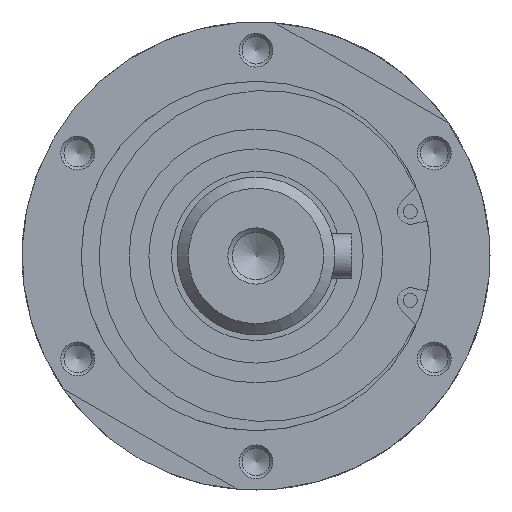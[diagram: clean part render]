
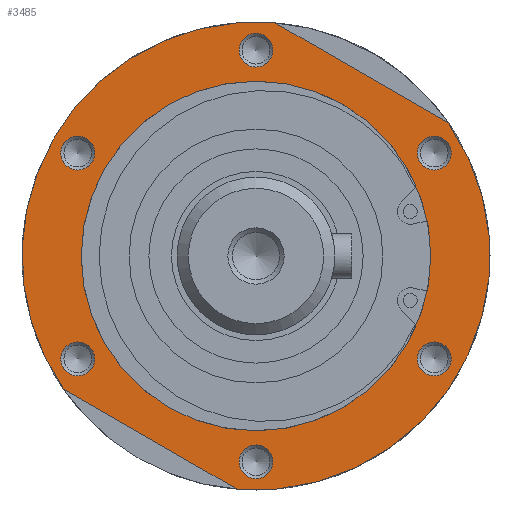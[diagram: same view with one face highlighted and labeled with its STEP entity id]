
A CAD part, left-side view. The second image highlights one B-rep face of the part: STEP entity #3485.
In plain terms, the highlighted planar face has unit normal (-1, 0, 0).
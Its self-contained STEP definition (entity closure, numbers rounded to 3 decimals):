
#2769=CARTESIAN_POINT('',(-225.,26.847,15.5));
#2770=VERTEX_POINT('',#2769);
#2771=CARTESIAN_POINT('',(-225.,0.,0.));
#2772=DIRECTION('',(1.0,0.,0.));
#2773=DIRECTION('',(0.,0.866,0.5));
#2774=AXIS2_PLACEMENT_3D('',#2771,#2772,#2773);
#2775=CIRCLE('',#2774,31.);
#2776=EDGE_CURVE('',#2770,#2770,#2775,.T.);
#3118=CARTESIAN_POINT('',(-225.,33.11,-15.652));
#3119=VERTEX_POINT('',#3118);
#3120=CARTESIAN_POINT('',(-225.,31.61,-18.25));
#3121=DIRECTION('',(-1.0,0.,0.));
#3122=DIRECTION('',(0.,-0.5,-0.866));
#3123=AXIS2_PLACEMENT_3D('',#3120,#3121,#3122);
#3124=CIRCLE('',#3123,3.);
#3125=EDGE_CURVE('',#3119,#3119,#3124,.T.);
#3179=CARTESIAN_POINT('',(-225.,30.11,20.848));
#3180=VERTEX_POINT('',#3179);
#3181=CARTESIAN_POINT('',(-225.,31.61,18.25));
#3182=DIRECTION('',(-1.0,0.,0.));
#3183=DIRECTION('',(0.,0.5,-0.866));
#3184=AXIS2_PLACEMENT_3D('',#3181,#3182,#3183);
#3185=CIRCLE('',#3184,3.);
#3186=EDGE_CURVE('',#3180,#3180,#3185,.T.);
#3240=CARTESIAN_POINT('',(-225.,3.,-36.5));
#3241=VERTEX_POINT('',#3240);
#3242=CARTESIAN_POINT('',(-225.,0.,-36.5));
#3243=DIRECTION('',(-1.0,0.0,0.0));
#3244=DIRECTION('',(0.0,-1.0,0.0));
#3245=AXIS2_PLACEMENT_3D('',#3242,#3243,#3244);
#3246=CIRCLE('',#3245,3.);
#3247=EDGE_CURVE('',#3241,#3241,#3246,.T.);
#3301=CARTESIAN_POINT('',(-225.,-3.,36.5));
#3302=VERTEX_POINT('',#3301);
#3303=CARTESIAN_POINT('',(-225.,0.,36.5));
#3304=DIRECTION('',(-1.0,0.0,0.0));
#3305=DIRECTION('',(0.0,1.0,0.0));
#3306=AXIS2_PLACEMENT_3D('',#3303,#3304,#3305);
#3307=CIRCLE('',#3306,3.);
#3308=EDGE_CURVE('',#3302,#3302,#3307,.T.);
#3362=CARTESIAN_POINT('',(-225.,-30.11,-20.848));
#3363=VERTEX_POINT('',#3362);
#3364=CARTESIAN_POINT('',(-225.,-31.61,-18.25));
#3365=DIRECTION('',(-1.0,0.,0.));
#3366=DIRECTION('',(0.,-0.5,0.866));
#3367=AXIS2_PLACEMENT_3D('',#3364,#3365,#3366);
#3368=CIRCLE('',#3367,3.);
#3369=EDGE_CURVE('',#3363,#3363,#3368,.T.);
#3415=CARTESIAN_POINT('',(-225.,31.393,18.125));
#3416=DIRECTION('',(-1.0,0.0,0.0));
#3417=DIRECTION('',(0.0,-0.5,0.866));
#3418=AXIS2_PLACEMENT_3D('',#3415,#3416,#3417);
#3419=PLANE('',#3418);
#3420=CARTESIAN_POINT('',(-225.,34.145,-23.588));
#3421=VERTEX_POINT('',#3420);
#3422=CARTESIAN_POINT('',(-225.,3.355,-41.364));
#3423=VERTEX_POINT('',#3422);
#3424=CARTESIAN_POINT('',(-225.,34.145,-23.588));
#3425=DIRECTION('',(0.,-0.866,-0.5));
#3426=VECTOR('',#3425,35.553);
#3427=LINE('',#3424,#3426);
#3428=EDGE_CURVE('',#3421,#3423,#3427,.T.);
#3429=ORIENTED_EDGE('',*,*,#3428,.T.);
#3430=CARTESIAN_POINT('',(-225.,-34.145,23.588));
#3431=VERTEX_POINT('',#3430);
#3432=CARTESIAN_POINT('',(-225.,0.,0.));
#3433=DIRECTION('',(1.0,0.,0.));
#3434=DIRECTION('',(0.,0.866,0.5));
#3435=AXIS2_PLACEMENT_3D('',#3432,#3433,#3434);
#3436=CIRCLE('',#3435,41.5);
#3437=EDGE_CURVE('',#3431,#3423,#3436,.T.);
#3438=ORIENTED_EDGE('',*,*,#3437,.F.);
#3439=CARTESIAN_POINT('',(-225.,-3.355,41.364));
#3440=VERTEX_POINT('',#3439);
#3441=CARTESIAN_POINT('',(-225.,-34.145,23.588));
#3442=DIRECTION('',(0.0,0.866,0.5));
#3443=VECTOR('',#3442,35.553);
#3444=LINE('',#3441,#3443);
#3445=EDGE_CURVE('',#3431,#3440,#3444,.T.);
#3446=ORIENTED_EDGE('',*,*,#3445,.T.);
#3447=CARTESIAN_POINT('',(-225.,0.,0.));
#3448=DIRECTION('',(1.0,0.,0.));
#3449=DIRECTION('',(0.,0.866,0.5));
#3450=AXIS2_PLACEMENT_3D('',#3447,#3448,#3449);
#3451=CIRCLE('',#3450,41.5);
#3452=EDGE_CURVE('',#3421,#3440,#3451,.T.);
#3453=ORIENTED_EDGE('',*,*,#3452,.F.);
#3454=EDGE_LOOP('',(#3429,#3438,#3446,#3453));
#3455=FACE_OUTER_BOUND('',#3454,.T.);
#3456=ORIENTED_EDGE('',*,*,#3369,.F.);
#3457=EDGE_LOOP('',(#3456));
#3458=FACE_BOUND('',#3457,.T.);
#3459=ORIENTED_EDGE('',*,*,#3247,.F.);
#3460=EDGE_LOOP('',(#3459));
#3461=FACE_BOUND('',#3460,.T.);
#3462=ORIENTED_EDGE('',*,*,#3125,.F.);
#3463=EDGE_LOOP('',(#3462));
#3464=FACE_BOUND('',#3463,.T.);
#3465=ORIENTED_EDGE('',*,*,#2776,.T.);
#3466=EDGE_LOOP('',(#3465));
#3467=FACE_BOUND('',#3466,.T.);
#3468=ORIENTED_EDGE('',*,*,#3186,.F.);
#3469=EDGE_LOOP('',(#3468));
#3470=FACE_BOUND('',#3469,.T.);
#3471=ORIENTED_EDGE('',*,*,#3308,.F.);
#3472=EDGE_LOOP('',(#3471));
#3473=FACE_BOUND('',#3472,.T.);
#3474=CARTESIAN_POINT('',(-225.,-33.11,15.652));
#3475=VERTEX_POINT('',#3474);
#3476=CARTESIAN_POINT('',(-225.,-31.61,18.25));
#3477=DIRECTION('',(-1.,0.,0.));
#3478=DIRECTION('',(0.,0.5,0.866));
#3479=AXIS2_PLACEMENT_3D('',#3476,#3477,#3478);
#3480=CIRCLE('',#3479,3.);
#3481=EDGE_CURVE('',#3475,#3475,#3480,.T.);
#3482=ORIENTED_EDGE('',*,*,#3481,.F.);
#3483=EDGE_LOOP('',(#3482));
#3484=FACE_BOUND('',#3483,.T.);
#3485=ADVANCED_FACE('',(#3455,#3458,#3461,#3464,#3467,#3470,#3473,#3484),#3419,.T.);
